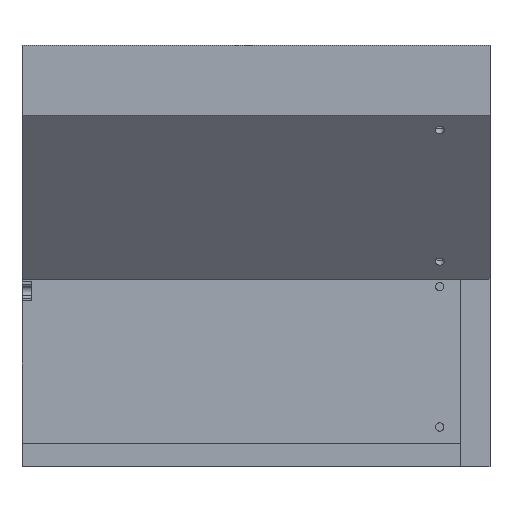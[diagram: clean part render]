
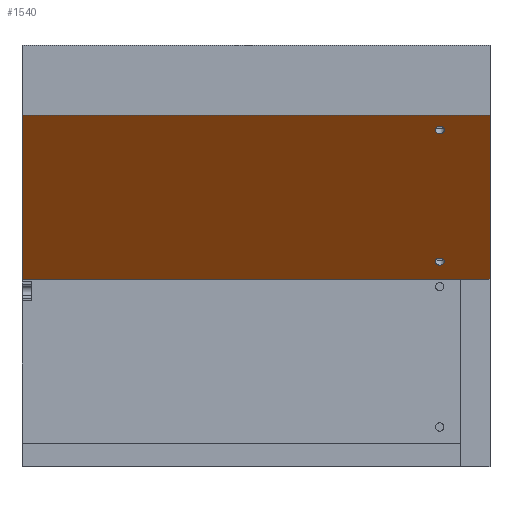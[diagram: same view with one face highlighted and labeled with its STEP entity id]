
A CAD part, top view. The second image highlights one B-rep face of the part: STEP entity #1540.
In plain terms, the highlighted planar face has unit normal (0, -0.651, 0.759).
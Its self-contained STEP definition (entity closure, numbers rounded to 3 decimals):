
#25=FACE_BOUND('',#272,.T.);
#26=FACE_BOUND('',#273,.T.);
#43=CIRCLE('',#1600,2.);
#45=CIRCLE('',#1603,2.);
#177=FACE_OUTER_BOUND('',#271,.T.);
#271=EDGE_LOOP('',(#1375,#1376,#1377,#1378,#1379));
#272=EDGE_LOOP('',(#1380));
#273=EDGE_LOOP('',(#1381));
#328=LINE('',#2287,#495);
#428=LINE('',#2544,#595);
#434=LINE('',#2554,#601);
#440=LINE('',#2566,#607);
#441=LINE('',#2568,#608);
#495=VECTOR('',#1840,10.);
#595=VECTOR('',#2098,10.);
#601=VECTOR('',#2106,10.);
#607=VECTOR('',#2122,10.);
#608=VECTOR('',#2125,10.);
#659=VERTEX_POINT('',#2260);
#661=VERTEX_POINT('',#2266);
#667=VERTEX_POINT('',#2284);
#668=VERTEX_POINT('',#2286);
#745=VERTEX_POINT('',#2542);
#746=VERTEX_POINT('',#2543);
#749=VERTEX_POINT('',#2552);
#812=EDGE_CURVE('',#659,#659,#43,.T.);
#815=EDGE_CURVE('',#661,#661,#45,.T.);
#825=EDGE_CURVE('',#667,#668,#328,.T.);
#951=EDGE_CURVE('',#745,#746,#428,.T.);
#957=EDGE_CURVE('',#749,#745,#434,.T.);
#963=EDGE_CURVE('',#667,#746,#440,.T.);
#964=EDGE_CURVE('',#749,#668,#441,.T.);
#1375=ORIENTED_EDGE('',*,*,#825,.F.);
#1376=ORIENTED_EDGE('',*,*,#963,.T.);
#1377=ORIENTED_EDGE('',*,*,#951,.F.);
#1378=ORIENTED_EDGE('',*,*,#957,.F.);
#1379=ORIENTED_EDGE('',*,*,#964,.T.);
#1380=ORIENTED_EDGE('',*,*,#812,.T.);
#1381=ORIENTED_EDGE('',*,*,#815,.T.);
#1456=PLANE('',#1695);
#1540=ADVANCED_FACE('',(#177,#25,#26),#1456,.F.);
#1600=AXIS2_PLACEMENT_3D('',#2261,#1813,#1814);
#1603=AXIS2_PLACEMENT_3D('',#2267,#1820,#1821);
#1695=AXIS2_PLACEMENT_3D('',#2567,#2123,#2124);
#1813=DIRECTION('center_axis',(0.,0.651,
-0.759));
#1814=DIRECTION('ref_axis',(1.,0.,0.));
#1820=DIRECTION('center_axis',(0.,0.651,
-0.759));
#1821=DIRECTION('ref_axis',(1.,0.,0.));
#1840=DIRECTION('',(0.,0.759,0.651));
#2098=DIRECTION('',(-1.,0.,0.));
#2106=DIRECTION('',(0.,-0.759,-0.651));
#2122=DIRECTION('',(1.,0.,0.));
#2123=DIRECTION('center_axis',(0.,0.651,
-0.759));
#2124=DIRECTION('ref_axis',(0.,0.759,0.651));
#2125=DIRECTION('',(-1.,0.,0.));
#2260=CARTESIAN_POINT('',(376.5,107.593,58.508));
#2261=CARTESIAN_POINT('Origin',(378.5,107.593,58.508));
#2266=CARTESIAN_POINT('',(376.5,163.778,106.667));
#2267=CARTESIAN_POINT('Origin',(378.5,163.778,106.667));
#2284=CARTESIAN_POINT('',(200.,100.,52.));
#2286=CARTESIAN_POINT('',(200.,170.,112.));
#2287=CARTESIAN_POINT('',(200.,58.329,16.282));
#2542=CARTESIAN_POINT('',(400.,100.,52.));
#2543=CARTESIAN_POINT('',(387.5,100.,52.));
#2544=CARTESIAN_POINT('',(293.75,100.,52.));
#2552=CARTESIAN_POINT('',(400.,170.,112.));
#2554=CARTESIAN_POINT('',(400.,58.329,16.282));
#2566=CARTESIAN_POINT('',(0.,100.,52.));
#2567=CARTESIAN_POINT('Origin',(12.5,100.,52.));
#2568=CARTESIAN_POINT('',(400.,170.,112.));
